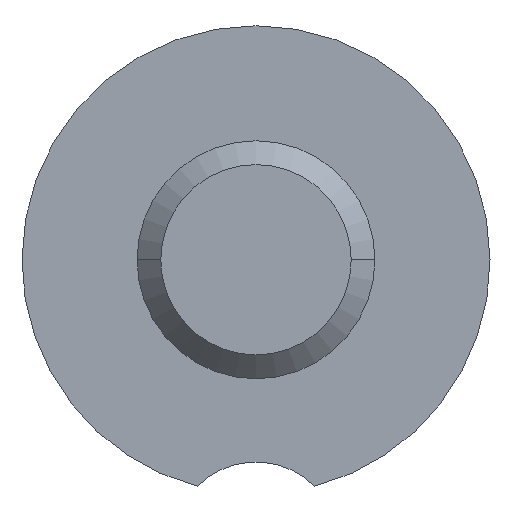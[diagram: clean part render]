
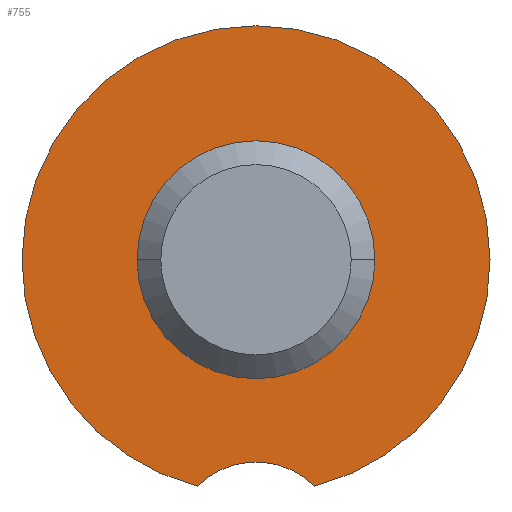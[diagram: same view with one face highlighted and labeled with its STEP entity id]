
A CAD part, front view. The second image highlights one B-rep face of the part: STEP entity #755.
In plain terms, the highlighted planar face has unit normal (0, -1, 0).
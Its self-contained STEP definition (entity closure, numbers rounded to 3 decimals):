
#7 = VERTEX_POINT ( 'NONE', #27 ) ;
#8 = AXIS2_PLACEMENT_3D ( 'NONE', #185, #627, #263 ) ;
#10 = CARTESIAN_POINT ( 'NONE',  ( -2.95, 20., 0. ) ) ;
#27 = CARTESIAN_POINT ( 'NONE',  ( -0.74, 20., -2.856 ) ) ;
#34 = EDGE_LOOP ( 'NONE', ( #249, #108 ) ) ;
#38 = DIRECTION ( 'NONE',  ( 0., 1., 0. ) ) ;
#47 = EDGE_CURVE ( 'NONE', #106, #606, #464, .T. ) ;
#57 = CARTESIAN_POINT ( 'NONE',  ( 0., 20., 0. ) ) ;
#63 = EDGE_CURVE ( 'NONE', #7, #779, #148, .T. ) ;
#67 = AXIS2_PLACEMENT_3D ( 'NONE', #384, #446, #123 ) ;
#100 = ORIENTED_EDGE ( 'NONE', *, *, #47, .F. ) ;
#106 = VERTEX_POINT ( 'NONE', #242 ) ;
#108 = ORIENTED_EDGE ( 'NONE', *, *, #764, .T. ) ;
#109 = DIRECTION ( 'NONE',  ( 0., 1., 0. ) ) ;
#111 = DIRECTION ( 'NONE',  ( -1., 0., 0. ) ) ;
#123 = DIRECTION ( 'NONE',  ( -1., 0., 0. ) ) ;
#148 = CIRCLE ( 'NONE', #391, 2.95 ) ;
#153 = EDGE_CURVE ( 'NONE', #779, #106, #207, .T. ) ;
#185 = CARTESIAN_POINT ( 'NONE',  ( 0., 20., 0. ) ) ;
#207 = CIRCLE ( 'NONE', #67, 2.95 ) ;
#238 = ORIENTED_EDGE ( 'NONE', *, *, #63, .F. ) ;
#240 = VERTEX_POINT ( 'NONE', #403 ) ;
#242 = CARTESIAN_POINT ( 'NONE',  ( 2.95, 20., 0. ) ) ;
#243 = DIRECTION ( 'NONE',  ( 0., -1., 0. ) ) ;
#249 = ORIENTED_EDGE ( 'NONE', *, *, #585, .T. ) ;
#252 = CARTESIAN_POINT ( 'NONE',  ( 1.5, 20., 0. ) ) ;
#263 = DIRECTION ( 'NONE',  ( -1., 0., 0. ) ) ;
#267 = FACE_OUTER_BOUND ( 'NONE', #731, .T. ) ;
#276 = CIRCLE ( 'NONE', #8, 1.5 ) ;
#285 = FACE_BOUND ( 'NONE', #34, .T. ) ;
#306 = DIRECTION ( 'NONE',  ( 0., 1., 0. ) ) ;
#308 = PLANE ( 'NONE',  #563 ) ;
#349 = CARTESIAN_POINT ( 'NONE',  ( 0.74, 20., -2.856 ) ) ;
#358 = DIRECTION ( 'NONE',  ( -1., 0., 0. ) ) ;
#360 = CARTESIAN_POINT ( 'NONE',  ( 0., 20., 0. ) ) ;
#369 = DIRECTION ( 'NONE',  ( -1., 0., 0. ) ) ;
#384 = CARTESIAN_POINT ( 'NONE',  ( 0., 20., 0. ) ) ;
#391 = AXIS2_PLACEMENT_3D ( 'NONE', #57, #306, #492 ) ;
#403 = CARTESIAN_POINT ( 'NONE',  ( -1.5, 20., 0. ) ) ;
#413 = AXIS2_PLACEMENT_3D ( 'NONE', #732, #243, #553 ) ;
#430 = DIRECTION ( 'NONE',  ( 0., 1., 0. ) ) ;
#446 = DIRECTION ( 'NONE',  ( 0., 1., 0. ) ) ;
#464 = CIRCLE ( 'NONE', #734, 2.95 ) ;
#492 = DIRECTION ( 'NONE',  ( -1., 0., 0. ) ) ;
#519 = CIRCLE ( 'NONE', #524, 1.5 ) ;
#524 = AXIS2_PLACEMENT_3D ( 'NONE', #360, #38, #358 ) ;
#553 = DIRECTION ( 'NONE',  ( -1., 0., 0. ) ) ;
#563 = AXIS2_PLACEMENT_3D ( 'NONE', #738, #109, #369 ) ;
#585 = EDGE_CURVE ( 'NONE', #240, #789, #519, .T. ) ;
#606 = VERTEX_POINT ( 'NONE', #349 ) ;
#607 = CARTESIAN_POINT ( 'NONE',  ( 0., 20., 0. ) ) ;
#627 = DIRECTION ( 'NONE',  ( 0., 1., 0. ) ) ;
#667 = CIRCLE ( 'NONE', #413, 1.05 ) ;
#673 = ORIENTED_EDGE ( 'NONE', *, *, #153, .F. ) ;
#699 = EDGE_CURVE ( 'NONE', #606, #7, #667, .T. ) ;
#731 = EDGE_LOOP ( 'NONE', ( #238, #741, #100, #673 ) ) ;
#732 = CARTESIAN_POINT ( 'NONE',  ( 0., 20., -3.6 ) ) ;
#734 = AXIS2_PLACEMENT_3D ( 'NONE', #607, #430, #111 ) ;
#738 = CARTESIAN_POINT ( 'NONE',  ( 1.5, 20., 0. ) ) ;
#741 = ORIENTED_EDGE ( 'NONE', *, *, #699, .F. ) ;
#755 = ADVANCED_FACE ( 'NONE', ( #267, #285 ), #308, .F. ) ;
#764 = EDGE_CURVE ( 'NONE', #789, #240, #276, .T. ) ;
#779 = VERTEX_POINT ( 'NONE', #10 ) ;
#789 = VERTEX_POINT ( 'NONE', #252 ) ;
